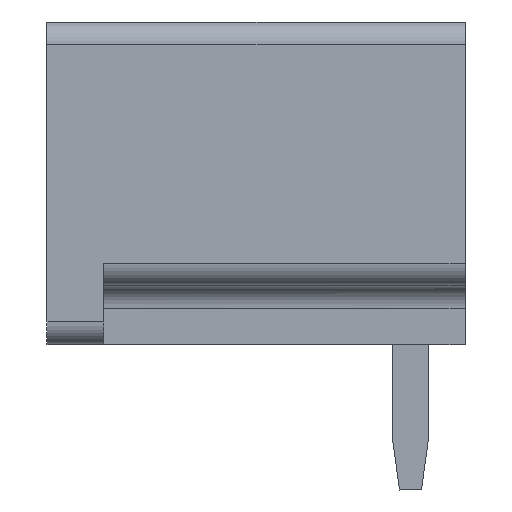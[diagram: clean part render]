
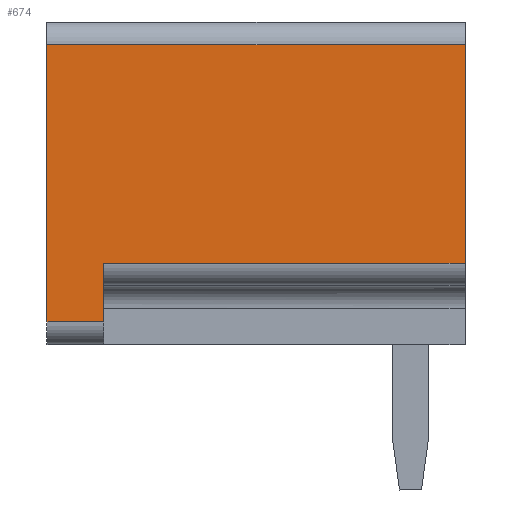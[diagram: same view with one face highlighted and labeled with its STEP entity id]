
A CAD part, left-side view. The second image highlights one B-rep face of the part: STEP entity #674.
In plain terms, the highlighted planar face has unit normal (-1, 0, 0).
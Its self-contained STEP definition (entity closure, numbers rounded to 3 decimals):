
#638=AXIS2_PLACEMENT_3D('Plane Axis2P3D',#635,#636,#637) ;
#40=CARTESIAN_POINT('Vertex',(0.,9.2,3.7)) ;
#45=CARTESIAN_POINT('Line Origine',(0.,9.2,6.75)) ;
#49=CARTESIAN_POINT('Vertex',(0.,9.2,9.8)) ;
#614=CARTESIAN_POINT('Vertex',(0.,7.95,3.7)) ;
#617=CARTESIAN_POINT('Line Origine',(0.,4.6,3.7)) ;
#635=CARTESIAN_POINT('Axis2P3D Location',(0.,9.2,9.8)) ;
#640=CARTESIAN_POINT('Line Origine',(0.,0.,7.395)) ;
#644=CARTESIAN_POINT('Vertex',(0.,0.,9.8)) ;
#646=CARTESIAN_POINT('Vertex',(0.,0.,4.99)) ;
#649=CARTESIAN_POINT('Line Origine',(0.,4.6,9.8)) ;
#654=CARTESIAN_POINT('Line Origine',(0.,7.95,4.345)) ;
#658=CARTESIAN_POINT('Vertex',(0.,7.95,4.99)) ;
#661=CARTESIAN_POINT('Line Origine',(0.,3.975,4.99)) ;
#46=DIRECTION('Vector Direction',(0.,0.,-1.)) ;
#618=DIRECTION('Vector Direction',(0.,-1.,0.)) ;
#636=DIRECTION('Axis2P3D Direction',(-1.,-0.,0.)) ;
#637=DIRECTION('Axis2P3D XDirection',(0.,0.,-1.)) ;
#641=DIRECTION('Vector Direction',(0.,0.,-1.)) ;
#650=DIRECTION('Vector Direction',(0.,-1.,0.)) ;
#655=DIRECTION('Vector Direction',(0.,0.,-1.)) ;
#662=DIRECTION('Vector Direction',(0.,1.,0.)) ;
#47=VECTOR('Line Direction',#46,1.) ;
#619=VECTOR('Line Direction',#618,1.) ;
#642=VECTOR('Line Direction',#641,1.) ;
#651=VECTOR('Line Direction',#650,1.) ;
#656=VECTOR('Line Direction',#655,1.) ;
#663=VECTOR('Line Direction',#662,1.) ;
#667=ORIENTED_EDGE('',*,*,#648,.F.) ;
#668=ORIENTED_EDGE('',*,*,#653,.F.) ;
#669=ORIENTED_EDGE('',*,*,#51,.T.) ;
#670=ORIENTED_EDGE('',*,*,#621,.T.) ;
#671=ORIENTED_EDGE('',*,*,#660,.F.) ;
#672=ORIENTED_EDGE('',*,*,#665,.F.) ;
#674=ADVANCED_FACE('HOUSING',(#673),#639,.T.) ;
#51=EDGE_CURVE('',#50,#41,#48,.T.) ;
#621=EDGE_CURVE('',#41,#615,#620,.T.) ;
#648=EDGE_CURVE('',#645,#647,#643,.T.) ;
#653=EDGE_CURVE('',#50,#645,#652,.T.) ;
#660=EDGE_CURVE('',#659,#615,#657,.T.) ;
#665=EDGE_CURVE('',#647,#659,#664,.T.) ;
#666=EDGE_LOOP('',(#667,#668,#669,#670,#671,#672)) ;
#673=FACE_OUTER_BOUND('',#666,.T.) ;
#48=LINE('Line',#45,#47) ;
#620=LINE('Line',#617,#619) ;
#643=LINE('Line',#640,#642) ;
#652=LINE('Line',#649,#651) ;
#657=LINE('Line',#654,#656) ;
#664=LINE('Line',#661,#663) ;
#639=PLANE('',#638) ;
#41=VERTEX_POINT('',#40) ;
#50=VERTEX_POINT('',#49) ;
#615=VERTEX_POINT('',#614) ;
#645=VERTEX_POINT('',#644) ;
#647=VERTEX_POINT('',#646) ;
#659=VERTEX_POINT('',#658) ;
